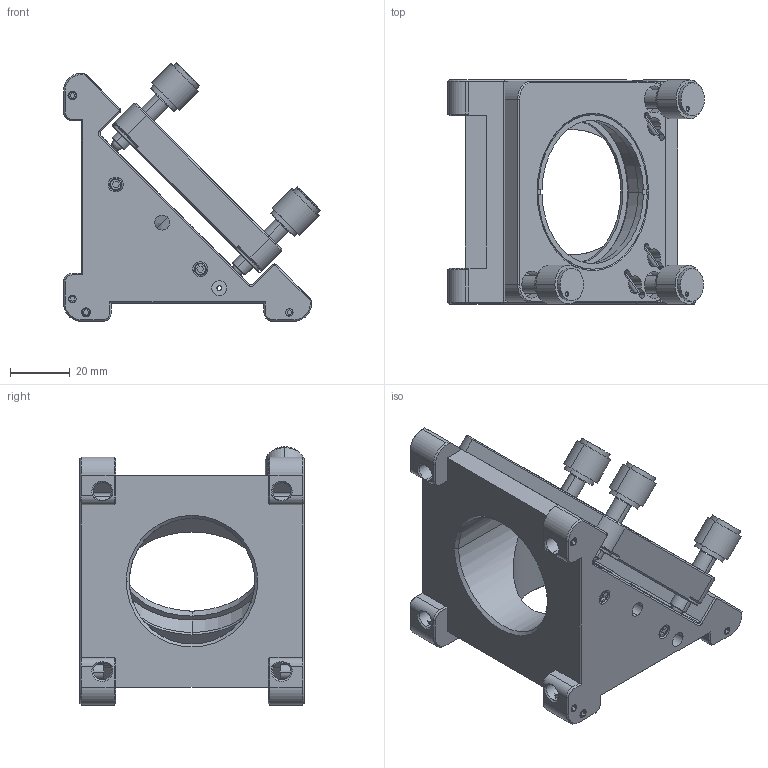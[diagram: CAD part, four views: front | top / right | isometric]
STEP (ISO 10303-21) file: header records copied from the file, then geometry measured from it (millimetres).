
FILE_DESCRIPTION (( 'STEP AP203' ), '1' );
FILE_NAME ('GCT-086604 俋倰芞.STEP', '2017-01-20T08:32:06', ( 'Lxtx999.CoM' ), ( 'Lxtx999.CoM' ), 'SwSTEP 2.0', 'SolidWorks 2012', '' );
FILE_SCHEMA (( 'CONFIG_CONTROL_DESIGN' ));
Length unit declared in the file: centimetre
Products named in the file (1): GCT-086604 俋倰芞
Bounding box: 85.93 x 75 x 86.47 mm (x, y, z)
Surface area: 46532.6 mm2 (no closed solid volume)
Topology: 0 solids, 46 shells, 563 faces, 1552 edges, 1005 vertices
Faces by surface type: plane 247, cylinder 180, cone 124, sphere 6, torus 4, bspline 2
Entity records: 18606 total; most frequent: CARTESIAN_POINT 4084, DIRECTION 3168, ORIENTED_EDGE 2749, EDGE_CURVE 1531, AXIS2_PLACEMENT_3D 1148, VERTEX_POINT 996, LINE 872, VECTOR 872
